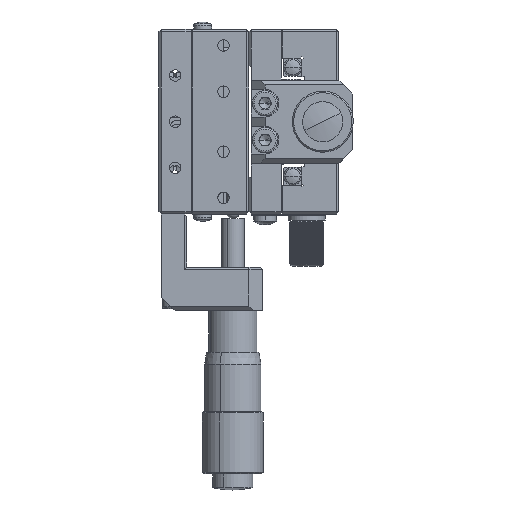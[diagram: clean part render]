
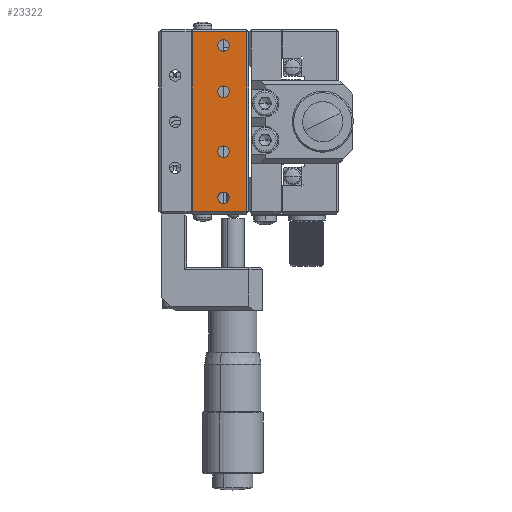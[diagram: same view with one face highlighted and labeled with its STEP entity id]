
A CAD part, front view. The second image highlights one B-rep face of the part: STEP entity #23322.
In plain terms, the highlighted planar face has unit normal (0, -1, 0).
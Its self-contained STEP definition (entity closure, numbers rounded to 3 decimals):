
#275 = CIRCLE ( 'NONE', #41432, 1.25 ) ;
#1204 = ORIENTED_EDGE ( 'NONE', *, *, #51080, .T. ) ;
#1353 = FACE_BOUND ( 'NONE', #49223, .T. ) ;
#1993 = VECTOR ( 'NONE', #30135, 1000. ) ;
#2722 = EDGE_CURVE ( 'NONE', #13401, #12721, #30050, .T. ) ;
#2865 = PLANE ( 'NONE',  #37279 ) ;
#3375 = EDGE_CURVE ( 'NONE', #36808, #46925, #26267, .T. ) ;
#3394 = DIRECTION ( 'NONE',  ( 0., -1., 0. ) ) ;
#3419 = AXIS2_PLACEMENT_3D ( 'NONE', #43239, #3394, #43403 ) ;
#3725 = LINE ( 'NONE', #11788, #44822 ) ;
#4182 = CARTESIAN_POINT ( 'NONE',  ( -70.11, -8.681, 12.6 ) ) ;
#4215 = CARTESIAN_POINT ( 'NONE',  ( -70.11, -8.681, 46.85 ) ) ;
#4230 = VERTEX_POINT ( 'NONE', #49490 ) ;
#4857 = DIRECTION ( 'NONE',  ( 0., -1., 0. ) ) ;
#5322 = ORIENTED_EDGE ( 'NONE', *, *, #30698, .F. ) ;
#5880 = ORIENTED_EDGE ( 'NONE', *, *, #9063, .F. ) ;
#6004 = AXIS2_PLACEMENT_3D ( 'NONE', #29988, #36945, #36763 ) ;
#6077 = CARTESIAN_POINT ( 'NONE',  ( -76.91, -8.681, 48.6 ) ) ;
#6182 = EDGE_CURVE ( 'NONE', #46664, #4230, #42248, .T. ) ;
#6318 = ORIENTED_EDGE ( 'NONE', *, *, #18558, .F. ) ;
#7501 = VERTEX_POINT ( 'NONE', #4215 ) ;
#7843 = CARTESIAN_POINT ( 'NONE',  ( -70.11, -8.681, 11.35 ) ) ;
#8381 = CARTESIAN_POINT ( 'NONE',  ( -76.91, -8.681, 9.6 ) ) ;
#8493 = LINE ( 'NONE', #43309, #49646 ) ;
#8917 = EDGE_CURVE ( 'NONE', #43628, #7501, #21529, .T. ) ;
#9063 = EDGE_CURVE ( 'NONE', #43094, #47284, #17774, .T. ) ;
#11788 = CARTESIAN_POINT ( 'NONE',  ( -76.91, -8.681, 49.1 ) ) ;
#11791 = DIRECTION ( 'NONE',  ( 0., -1., 0. ) ) ;
#12148 = DIRECTION ( 'NONE',  ( 0., 0., -1. ) ) ;
#12489 = DIRECTION ( 'NONE',  ( 0., -1., 0. ) ) ;
#12528 = ORIENTED_EDGE ( 'NONE', *, *, #51217, .F. ) ;
#12721 = VERTEX_POINT ( 'NONE', #15679 ) ;
#12923 = CARTESIAN_POINT ( 'NONE',  ( -65.11, -8.681, 48.6 ) ) ;
#13314 = DIRECTION ( 'NONE',  ( 0., -1., 0. ) ) ;
#13401 = VERTEX_POINT ( 'NONE', #12923 ) ;
#14231 = DIRECTION ( 'NONE',  ( 0., -1., 0. ) ) ;
#15679 = CARTESIAN_POINT ( 'NONE',  ( -76.91, -8.681, 48.6 ) ) ;
#15740 = FACE_BOUND ( 'NONE', #41375, .T. ) ;
#15900 = DIRECTION ( 'NONE',  ( 1., 0., 0. ) ) ;
#16341 = FACE_BOUND ( 'NONE', #27534, .T. ) ;
#17130 = ORIENTED_EDGE ( 'NONE', *, *, #6182, .F. ) ;
#17774 = CIRCLE ( 'NONE', #45522, 1.25 ) ;
#18247 = FACE_BOUND ( 'NONE', #45585, .T. ) ;
#18558 = EDGE_CURVE ( 'NONE', #47284, #43094, #275, .T. ) ;
#19555 = CARTESIAN_POINT ( 'NONE',  ( -76.91, -8.681, 9.6 ) ) ;
#20652 = AXIS2_PLACEMENT_3D ( 'NONE', #28178, #12489, #12148 ) ;
#21191 = ORIENTED_EDGE ( 'NONE', *, *, #8917, .F. ) ;
#21529 = CIRCLE ( 'NONE', #49161, 1.25 ) ;
#22085 = DIRECTION ( 'NONE',  ( 0., 0., -1. ) ) ;
#22222 = DIRECTION ( 'NONE',  ( 0., -1., 0. ) ) ;
#22449 = CARTESIAN_POINT ( 'NONE',  ( -70.11, -8.681, 13.85 ) ) ;
#22762 = ORIENTED_EDGE ( 'NONE', *, *, #29872, .T. ) ;
#23322 = ADVANCED_FACE ( 'NONE', ( #1353, #16341, #18247, #15740, #48047 ), #2865, .F. ) ;
#24291 = CIRCLE ( 'NONE', #20652, 1.25 ) ;
#25626 = EDGE_CURVE ( 'NONE', #34416, #50053, #37360, .T. ) ;
#26267 = CIRCLE ( 'NONE', #27975, 1.25 ) ;
#27534 = EDGE_LOOP ( 'NONE', ( #17130, #35513 ) ) ;
#27612 = DIRECTION ( 'NONE',  ( 0., 1., 0. ) ) ;
#27858 = CARTESIAN_POINT ( 'NONE',  ( -70.11, -8.681, 34.35 ) ) ;
#27975 = AXIS2_PLACEMENT_3D ( 'NONE', #4182, #4857, #40361 ) ;
#28178 = CARTESIAN_POINT ( 'NONE',  ( -70.11, -8.681, 12.6 ) ) ;
#29872 = EDGE_CURVE ( 'NONE', #50053, #13401, #8493, .T. ) ;
#29974 = AXIS2_PLACEMENT_3D ( 'NONE', #37156, #13314, #48977 ) ;
#29988 = CARTESIAN_POINT ( 'NONE',  ( -70.11, -8.681, 35.6 ) ) ;
#30050 = LINE ( 'NONE', #6077, #1993 ) ;
#30135 = DIRECTION ( 'NONE',  ( -1., 0., 0. ) ) ;
#30698 = EDGE_CURVE ( 'NONE', #7501, #43628, #49653, .T. ) ;
#30746 = CARTESIAN_POINT ( 'NONE',  ( -76.91, -8.681, 49.1 ) ) ;
#31843 = CARTESIAN_POINT ( 'NONE',  ( -70.11, -8.681, 22.6 ) ) ;
#32012 = DIRECTION ( 'NONE',  ( 0., 0., -1. ) ) ;
#33900 = ORIENTED_EDGE ( 'NONE', *, *, #3375, .F. ) ;
#34057 = CARTESIAN_POINT ( 'NONE',  ( -65.11, -8.681, 9.6 ) ) ;
#34416 = VERTEX_POINT ( 'NONE', #8381 ) ;
#35513 = ORIENTED_EDGE ( 'NONE', *, *, #44711, .F. ) ;
#35781 = DIRECTION ( 'NONE',  ( 0., 0., 1. ) ) ;
#36763 = DIRECTION ( 'NONE',  ( 0., 0., -1. ) ) ;
#36808 = VERTEX_POINT ( 'NONE', #7843 ) ;
#36945 = DIRECTION ( 'NONE',  ( 0., -1., 0. ) ) ;
#37081 = ORIENTED_EDGE ( 'NONE', *, *, #25626, .T. ) ;
#37156 = CARTESIAN_POINT ( 'NONE',  ( -70.11, -8.681, 45.6 ) ) ;
#37279 = AXIS2_PLACEMENT_3D ( 'NONE', #30746, #27612, #35781 ) ;
#37360 = LINE ( 'NONE', #19555, #49798 ) ;
#39135 = DIRECTION ( 'NONE',  ( 0., 0., -1. ) ) ;
#39157 = DIRECTION ( 'NONE',  ( 0., 0., 1. ) ) ;
#39489 = EDGE_LOOP ( 'NONE', ( #22762, #42361, #1204, #37081 ) ) ;
#40361 = DIRECTION ( 'NONE',  ( 0., 0., -1. ) ) ;
#40572 = CARTESIAN_POINT ( 'NONE',  ( -70.11, -8.681, 44.35 ) ) ;
#40701 = CARTESIAN_POINT ( 'NONE',  ( -70.11, -8.681, 21.35 ) ) ;
#41375 = EDGE_LOOP ( 'NONE', ( #33900, #12528 ) ) ;
#41432 = AXIS2_PLACEMENT_3D ( 'NONE', #50236, #14231, #22085 ) ;
#42168 = DIRECTION ( 'NONE',  ( 0., 0., -1. ) ) ;
#42248 = CIRCLE ( 'NONE', #3419, 1.25 ) ;
#42361 = ORIENTED_EDGE ( 'NONE', *, *, #2722, .T. ) ;
#43094 = VERTEX_POINT ( 'NONE', #40701 ) ;
#43239 = CARTESIAN_POINT ( 'NONE',  ( -70.11, -8.681, 35.6 ) ) ;
#43309 = CARTESIAN_POINT ( 'NONE',  ( -65.11, -8.681, 49.1 ) ) ;
#43403 = DIRECTION ( 'NONE',  ( 0., 0., -1. ) ) ;
#43628 = VERTEX_POINT ( 'NONE', #40572 ) ;
#44711 = EDGE_CURVE ( 'NONE', #4230, #46664, #45610, .T. ) ;
#44822 = VECTOR ( 'NONE', #39135, 1000. ) ;
#45522 = AXIS2_PLACEMENT_3D ( 'NONE', #31843, #11791, #32012 ) ;
#45585 = EDGE_LOOP ( 'NONE', ( #5880, #6318 ) ) ;
#45610 = CIRCLE ( 'NONE', #6004, 1.25 ) ;
#46664 = VERTEX_POINT ( 'NONE', #27858 ) ;
#46925 = VERTEX_POINT ( 'NONE', #22449 ) ;
#47284 = VERTEX_POINT ( 'NONE', #48979 ) ;
#48047 = FACE_OUTER_BOUND ( 'NONE', #39489, .T. ) ;
#48977 = DIRECTION ( 'NONE',  ( 0., 0., -1. ) ) ;
#48979 = CARTESIAN_POINT ( 'NONE',  ( -70.11, -8.681, 23.85 ) ) ;
#49161 = AXIS2_PLACEMENT_3D ( 'NONE', #50577, #22222, #42168 ) ;
#49223 = EDGE_LOOP ( 'NONE', ( #21191, #5322 ) ) ;
#49490 = CARTESIAN_POINT ( 'NONE',  ( -70.11, -8.681, 36.85 ) ) ;
#49646 = VECTOR ( 'NONE', #39157, 1000. ) ;
#49653 = CIRCLE ( 'NONE', #29974, 1.25 ) ;
#49798 = VECTOR ( 'NONE', #15900, 1000. ) ;
#50053 = VERTEX_POINT ( 'NONE', #34057 ) ;
#50236 = CARTESIAN_POINT ( 'NONE',  ( -70.11, -8.681, 22.6 ) ) ;
#50577 = CARTESIAN_POINT ( 'NONE',  ( -70.11, -8.681, 45.6 ) ) ;
#51080 = EDGE_CURVE ( 'NONE', #12721, #34416, #3725, .T. ) ;
#51217 = EDGE_CURVE ( 'NONE', #46925, #36808, #24291, .T. ) ;
